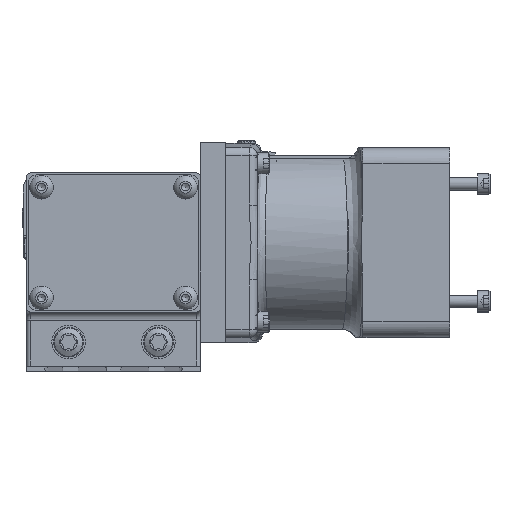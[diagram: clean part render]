
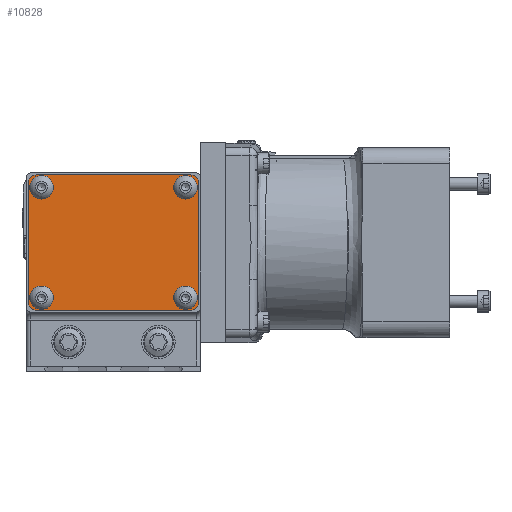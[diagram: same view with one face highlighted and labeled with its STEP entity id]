
A CAD part, top view. The second image highlights one B-rep face of the part: STEP entity #10828.
In plain terms, the highlighted planar face has unit normal (0, 0, 1).
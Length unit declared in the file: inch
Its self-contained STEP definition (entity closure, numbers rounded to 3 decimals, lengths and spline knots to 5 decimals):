
#652 = VERTEX_POINT ( 'NONE', #35145 ) ;
#1412 = DIRECTION ( 'NONE',  ( 0., 0., 1. ) ) ;
#1695 = VERTEX_POINT ( 'NONE', #18174 ) ;
#2128 = DIRECTION ( 'NONE',  ( 0., 1., 0. ) ) ;
#2193 = DIRECTION ( 'NONE',  ( 1., 0., 0. ) ) ;
#3626 = DIRECTION ( 'NONE',  ( 0., 0., 1. ) ) ;
#3952 = CIRCLE ( 'NONE', #4831, 0.125 ) ;
#4621 = DIRECTION ( 'NONE',  ( 1., 0., 0. ) ) ;
#4831 = AXIS2_PLACEMENT_3D ( 'NONE', #41729, #14617, #2128 ) ;
#5148 = DIRECTION ( 'NONE',  ( 0., 0., 1. ) ) ;
#5171 = VERTEX_POINT ( 'NONE', #16881 ) ;
#5303 = EDGE_CURVE ( 'NONE', #25684, #12406, #28265, .T. ) ;
#5395 = PLANE ( 'NONE',  #10160 ) ;
#6237 = ORIENTED_EDGE ( 'NONE', *, *, #43664, .T. ) ;
#7111 = VERTEX_POINT ( 'NONE', #24104 ) ;
#7355 = DIRECTION ( 'NONE',  ( 0., 1., 0. ) ) ;
#7689 = AXIS2_PLACEMENT_3D ( 'NONE', #50484, #14089, #42243 ) ;
#7695 = CARTESIAN_POINT ( 'NONE',  ( -1.34375, -1.06875, 1.0625 ) ) ;
#8555 = AXIS2_PLACEMENT_3D ( 'NONE', #48120, #51848, #39888 ) ;
#8904 = DIRECTION ( 'NONE',  ( 0., 1., 0. ) ) ;
#9284 = VERTEX_POINT ( 'NONE', #32106 ) ;
#9798 = EDGE_CURVE ( 'NONE', #12406, #23598, #43725, .T. ) ;
#9992 = CIRCLE ( 'NONE', #22724, 0.18701 ) ;
#10160 = AXIS2_PLACEMENT_3D ( 'NONE', #29334, #5148, #21364 ) ;
#10494 = FACE_BOUND ( 'NONE', #46486, .T. ) ;
#10828 = ADVANCED_FACE ( 'NONE', ( #18753, #10494, #30952, #14216, #26712 ), #5395, .T. ) ;
#11453 = EDGE_CURVE ( 'NONE', #7111, #7111, #17869, .T. ) ;
#12396 = CARTESIAN_POINT ( 'NONE',  ( -1.21875, -0.94375, 1.0625 ) ) ;
#12406 = VERTEX_POINT ( 'NONE', #37307 ) ;
#13466 = CARTESIAN_POINT ( 'NONE',  ( -1.34375, -1.06875, 1.0625 ) ) ;
#14079 = CARTESIAN_POINT ( 'NONE',  ( -1.21875, 1.06875, 1.0625 ) ) ;
#14086 = CARTESIAN_POINT ( 'NONE',  ( -1.34375, 1.06875, 1.0625 ) ) ;
#14089 = DIRECTION ( 'NONE',  ( 0., 0., 1. ) ) ;
#14216 = FACE_BOUND ( 'NONE', #42749, .T. ) ;
#14617 = DIRECTION ( 'NONE',  ( 0., 0., 1. ) ) ;
#14792 = VERTEX_POINT ( 'NONE', #37779 ) ;
#16044 = DIRECTION ( 'NONE',  ( 0., 1., 0. ) ) ;
#16331 = CARTESIAN_POINT ( 'NONE',  ( -1.34375, 0.94375, 1.0625 ) ) ;
#16365 = VECTOR ( 'NONE', #18870, 39.37008 ) ;
#16384 = CARTESIAN_POINT ( 'NONE',  ( 1.34375, -0.94375, 1.0625 ) ) ;
#16881 = CARTESIAN_POINT ( 'NONE',  ( -0.95049, -0.875, 1.0625 ) ) ;
#17413 = AXIS2_PLACEMENT_3D ( 'NONE', #12396, #3626, #7355 ) ;
#17468 = EDGE_LOOP ( 'NONE', ( #21923 ) ) ;
#17869 = CIRCLE ( 'NONE', #7689, 0.18701 ) ;
#18174 = CARTESIAN_POINT ( 'NONE',  ( -0.95049, 0.875, 1.0625 ) ) ;
#18312 = VERTEX_POINT ( 'NONE', #33721 ) ;
#18753 = FACE_BOUND ( 'NONE', #17468, .T. ) ;
#18870 = DIRECTION ( 'NONE',  ( -1., 0., 0. ) ) ;
#18916 = VERTEX_POINT ( 'NONE', #14079 ) ;
#19548 = CARTESIAN_POINT ( 'NONE',  ( -1.21875, 0.94375, 1.0625 ) ) ;
#19757 = VECTOR ( 'NONE', #43804, 39.37008 ) ;
#21041 = CIRCLE ( 'NONE', #39669, 0.125 ) ;
#21317 = AXIS2_PLACEMENT_3D ( 'NONE', #21887, #1412, #2193 ) ;
#21364 = DIRECTION ( 'NONE',  ( 0., 1., 0. ) ) ;
#21466 = EDGE_CURVE ( 'NONE', #652, #25684, #3952, .T. ) ;
#21492 = ORIENTED_EDGE ( 'NONE', *, *, #51183, .T. ) ;
#21887 = CARTESIAN_POINT ( 'NONE',  ( -1.1375, 0.875, 1.0625 ) ) ;
#21923 = ORIENTED_EDGE ( 'NONE', *, *, #26454, .F. ) ;
#22724 = AXIS2_PLACEMENT_3D ( 'NONE', #44468, #28848, #4621 ) ;
#23156 = EDGE_LOOP ( 'NONE', ( #47334, #26196, #21492, #26067, #6237, #37987, #50813, #42911 ) ) ;
#23205 = ORIENTED_EDGE ( 'NONE', *, *, #11453, .F. ) ;
#23362 = AXIS2_PLACEMENT_3D ( 'NONE', #37851, #48752, #8904 ) ;
#23598 = VERTEX_POINT ( 'NONE', #35367 ) ;
#24104 = CARTESIAN_POINT ( 'NONE',  ( 1.32451, -0.875, 1.0625 ) ) ;
#25684 = VERTEX_POINT ( 'NONE', #16384 ) ;
#26067 = ORIENTED_EDGE ( 'NONE', *, *, #26433, .T. ) ;
#26196 = ORIENTED_EDGE ( 'NONE', *, *, #9798, .T. ) ;
#26335 = LINE ( 'NONE', #14086, #16365 ) ;
#26433 = EDGE_CURVE ( 'NONE', #18916, #43940, #21041, .T. ) ;
#26454 = EDGE_CURVE ( 'NONE', #5171, #5171, #9992, .T. ) ;
#26712 = FACE_OUTER_BOUND ( 'NONE', #23156, .T. ) ;
#28265 = LINE ( 'NONE', #44703, #39613 ) ;
#28848 = DIRECTION ( 'NONE',  ( 0., 0., 1. ) ) ;
#29334 = CARTESIAN_POINT ( 'NONE',  ( 1.34375, -1.06875, 1.0625 ) ) ;
#29686 = DIRECTION ( 'NONE',  ( 0., -1., 0. ) ) ;
#29978 = EDGE_CURVE ( 'NONE', #1695, #1695, #48328, .T. ) ;
#30952 = FACE_BOUND ( 'NONE', #39682, .T. ) ;
#31842 = CIRCLE ( 'NONE', #17413, 0.125 ) ;
#32106 = CARTESIAN_POINT ( 'NONE',  ( -1.34375, -0.94375, 1.0625 ) ) ;
#32756 = ORIENTED_EDGE ( 'NONE', *, *, #49626, .F. ) ;
#33642 = LINE ( 'NONE', #13466, #40388 ) ;
#33721 = CARTESIAN_POINT ( 'NONE',  ( 1.32451, 0.875, 1.0625 ) ) ;
#35145 = CARTESIAN_POINT ( 'NONE',  ( 1.21875, -1.06875, 1.0625 ) ) ;
#35367 = CARTESIAN_POINT ( 'NONE',  ( 1.21875, 1.06875, 1.0625 ) ) ;
#35733 = DIRECTION ( 'NONE',  ( 0., 0., 1. ) ) ;
#36564 = CIRCLE ( 'NONE', #8555, 0.18701 ) ;
#37307 = CARTESIAN_POINT ( 'NONE',  ( 1.34375, 0.94375, 1.0625 ) ) ;
#37779 = CARTESIAN_POINT ( 'NONE',  ( -1.21875, -1.06875, 1.0625 ) ) ;
#37851 = CARTESIAN_POINT ( 'NONE',  ( 1.21875, 0.94375, 1.0625 ) ) ;
#37987 = ORIENTED_EDGE ( 'NONE', *, *, #42489, .T. ) ;
#39613 = VECTOR ( 'NONE', #16044, 39.37008 ) ;
#39669 = AXIS2_PLACEMENT_3D ( 'NONE', #19548, #35733, #51927 ) ;
#39682 = EDGE_LOOP ( 'NONE', ( #23205 ) ) ;
#39888 = DIRECTION ( 'NONE',  ( 1., 0., 0. ) ) ;
#40388 = VECTOR ( 'NONE', #29686, 39.37008 ) ;
#41729 = CARTESIAN_POINT ( 'NONE',  ( 1.21875, -0.94375, 1.0625 ) ) ;
#42007 = EDGE_CURVE ( 'NONE', #14792, #652, #52574, .T. ) ;
#42243 = DIRECTION ( 'NONE',  ( 1., 0., 0. ) ) ;
#42489 = EDGE_CURVE ( 'NONE', #9284, #14792, #31842, .T. ) ;
#42749 = EDGE_LOOP ( 'NONE', ( #32756 ) ) ;
#42911 = ORIENTED_EDGE ( 'NONE', *, *, #21466, .T. ) ;
#43664 = EDGE_CURVE ( 'NONE', #43940, #9284, #33642, .T. ) ;
#43725 = CIRCLE ( 'NONE', #23362, 0.125 ) ;
#43804 = DIRECTION ( 'NONE',  ( 1., 0., 0. ) ) ;
#43940 = VERTEX_POINT ( 'NONE', #16331 ) ;
#44468 = CARTESIAN_POINT ( 'NONE',  ( -1.1375, -0.875, 1.0625 ) ) ;
#44703 = CARTESIAN_POINT ( 'NONE',  ( 1.34375, -1.06875, 1.0625 ) ) ;
#46486 = EDGE_LOOP ( 'NONE', ( #49337 ) ) ;
#47334 = ORIENTED_EDGE ( 'NONE', *, *, #5303, .T. ) ;
#48120 = CARTESIAN_POINT ( 'NONE',  ( 1.1375, 0.875, 1.0625 ) ) ;
#48328 = CIRCLE ( 'NONE', #21317, 0.18701 ) ;
#48752 = DIRECTION ( 'NONE',  ( 0., 0., 1. ) ) ;
#49337 = ORIENTED_EDGE ( 'NONE', *, *, #29978, .F. ) ;
#49626 = EDGE_CURVE ( 'NONE', #18312, #18312, #36564, .T. ) ;
#50484 = CARTESIAN_POINT ( 'NONE',  ( 1.1375, -0.875, 1.0625 ) ) ;
#50813 = ORIENTED_EDGE ( 'NONE', *, *, #42007, .T. ) ;
#51183 = EDGE_CURVE ( 'NONE', #23598, #18916, #26335, .T. ) ;
#51848 = DIRECTION ( 'NONE',  ( 0., 0., 1. ) ) ;
#51927 = DIRECTION ( 'NONE',  ( 0., 1., 0. ) ) ;
#52574 = LINE ( 'NONE', #7695, #19757 ) ;
